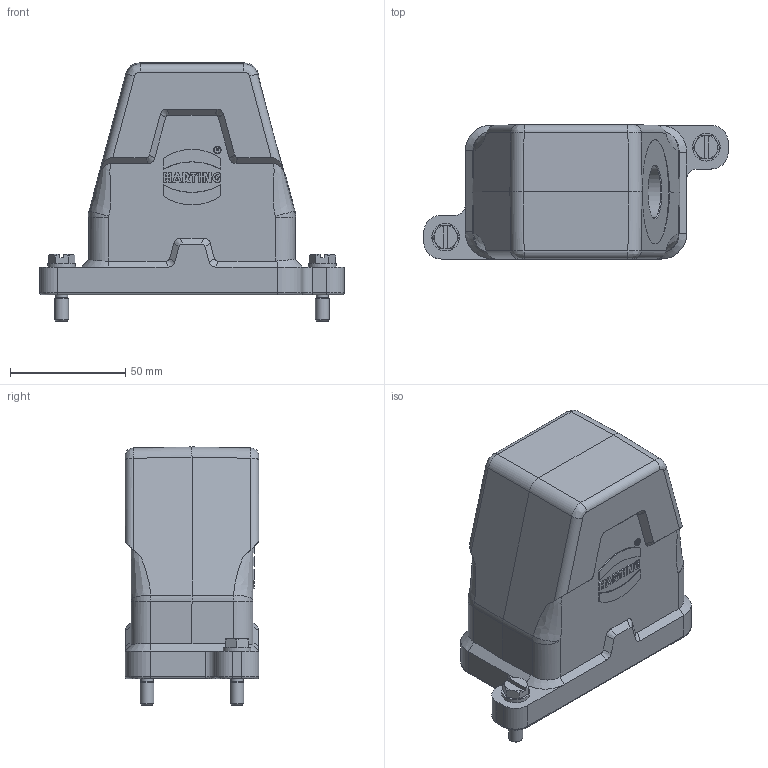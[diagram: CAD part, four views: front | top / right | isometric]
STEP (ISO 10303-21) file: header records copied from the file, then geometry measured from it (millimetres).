
FILE_DESCRIPTION(/* description */ (''),/* implementation_level */ '2;1');
FILE_NAME(/* name */ '100765169ugm000_a.stp',/* time_stamp */ '2022-03-12T06:54:01+01:00',/* author */ (''),/* organization */ (''),/* preprocessor_version */ 'ST-DEVELOPER v16.7',/* originating_system */ 'SIEMENS PLM Software NX 1911',/* authorisation */ '');
FILE_SCHEMA (('AUTOMOTIVE_DESIGN { 1 0 10303 214 3 1 1 1 }'));
Length unit declared in the file: millimetre
Products named in the file (1): 100765169ugm000_a
Bounding box: 132 x 58 x 111.9 mm (x, y, z)
Volume: 171341.3 mm3; surface area: 61431.2 mm2
Topology: 1 solids, 1 shells, 442 faces, 1473 edges, 1405 vertices
Faces by surface type: plane 214, cylinder 98, bspline 65, cone 45, torus 20
Full cylindrical faces by diameter (mm): 3 x4, 5.3 x2, 6 x2, 12 x2, 13 x2, 22.5 x1, 45.3 x1
Entity records: 19595 total; most frequent: CARTESIAN_POINT 6573, ORIENTED_EDGE 2112, DIRECTION 2007, EDGE_CURVE 1056, LINE 681, VECTOR 681, VERTEX_POINT 673, AXIS2_PLACEMENT_3D 663
